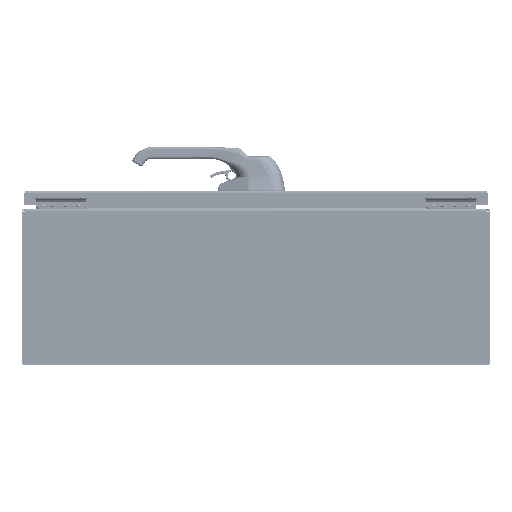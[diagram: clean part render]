
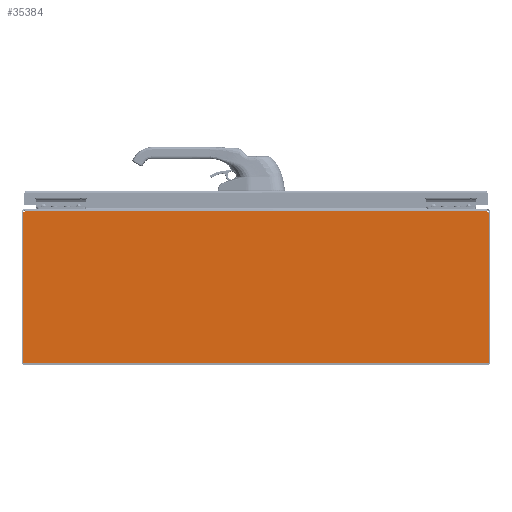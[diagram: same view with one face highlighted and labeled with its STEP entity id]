
A CAD part, left-side view. The second image highlights one B-rep face of the part: STEP entity #35384.
In plain terms, the highlighted face is planar.
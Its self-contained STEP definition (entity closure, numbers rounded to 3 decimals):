
#2431=LINE('',#53692,#4763);
#2437=LINE('',#53702,#4769);
#2438=LINE('',#53704,#4770);
#2439=LINE('',#53705,#4771);
#4763=VECTOR('',#42894,0.394);
#4769=VECTOR('',#42904,0.394);
#4770=VECTOR('',#42905,0.394);
#4771=VECTOR('',#42906,0.394);
#6920=PLANE('',#38497);
#8257=FACE_OUTER_BOUND('',#10530,.T.);
#10530=EDGE_LOOP('',(#23714,#23715,#23716,#23717,#23718,#23719));
#13077=CIRCLE('',#38484,0.063);
#13078=CIRCLE('',#38486,0.062);
#15012=VERTEX_POINT('',#53513);
#15018=VERTEX_POINT('',#53531);
#15020=VERTEX_POINT('',#53535);
#15021=VERTEX_POINT('',#53539);
#15025=VERTEX_POINT('',#53691);
#15028=VERTEX_POINT('',#53703);
#18309=EDGE_CURVE('',#15018,#15020,#13077,.T.);
#18310=EDGE_CURVE('',#15021,#15012,#13078,.T.);
#18328=EDGE_CURVE('',#15021,#15025,#2431,.T.);
#18334=EDGE_CURVE('',#15012,#15018,#2437,.T.);
#18335=EDGE_CURVE('',#15028,#15020,#2438,.T.);
#18336=EDGE_CURVE('',#15025,#15028,#2439,.T.);
#23714=ORIENTED_EDGE('',*,*,#18310,.T.);
#23715=ORIENTED_EDGE('',*,*,#18334,.T.);
#23716=ORIENTED_EDGE('',*,*,#18309,.T.);
#23717=ORIENTED_EDGE('',*,*,#18335,.F.);
#23718=ORIENTED_EDGE('',*,*,#18336,.F.);
#23719=ORIENTED_EDGE('',*,*,#18328,.F.);
#35384=ADVANCED_FACE('',(#8257),#6920,.F.);
#38484=AXIS2_PLACEMENT_3D('',#53537,#42866,#42867);
#38486=AXIS2_PLACEMENT_3D('',#53540,#42870,#42871);
#38497=AXIS2_PLACEMENT_3D('',#53701,#42902,#42903);
#42866=DIRECTION('center_axis',(0.,0.,1.));
#42867=DIRECTION('ref_axis',(-1.,0.,0.));
#42870=DIRECTION('center_axis',(0.,0.,1.));
#42871=DIRECTION('ref_axis',(-1.,0.,0.));
#42894=DIRECTION('',(-1.,0.,0.));
#42902=DIRECTION('center_axis',(0.,0.,1.));
#42903=DIRECTION('ref_axis',(0.,-1.,0.));
#42904=DIRECTION('',(0.,-1.,0.));
#42905=DIRECTION('',(1.,0.,0.));
#42906=DIRECTION('',(0.,-1.,0.));
#53513=CARTESIAN_POINT('',(7.805,23.792,0.));
#53531=CARTESIAN_POINT('',(7.805,0.062,0.));
#53535=CARTESIAN_POINT('',(7.744,0.,0.));
#53537=CARTESIAN_POINT('Origin',(7.806,0.,0.));
#53539=CARTESIAN_POINT('',(7.724,23.852,0.));
#53540=CARTESIAN_POINT('Origin',(7.786,23.852,0.));
#53691=CARTESIAN_POINT('',(0.,23.852,0.));
#53692=CARTESIAN_POINT('',(7.852,23.852,0.));
#53701=CARTESIAN_POINT('Origin',(3.926,11.926,0.));
#53702=CARTESIAN_POINT('',(7.805,17.889,0.));
#53703=CARTESIAN_POINT('',(0.,0.,0.));
#53704=CARTESIAN_POINT('',(0.,0.,0.));
#53705=CARTESIAN_POINT('',(0.,23.852,0.));
